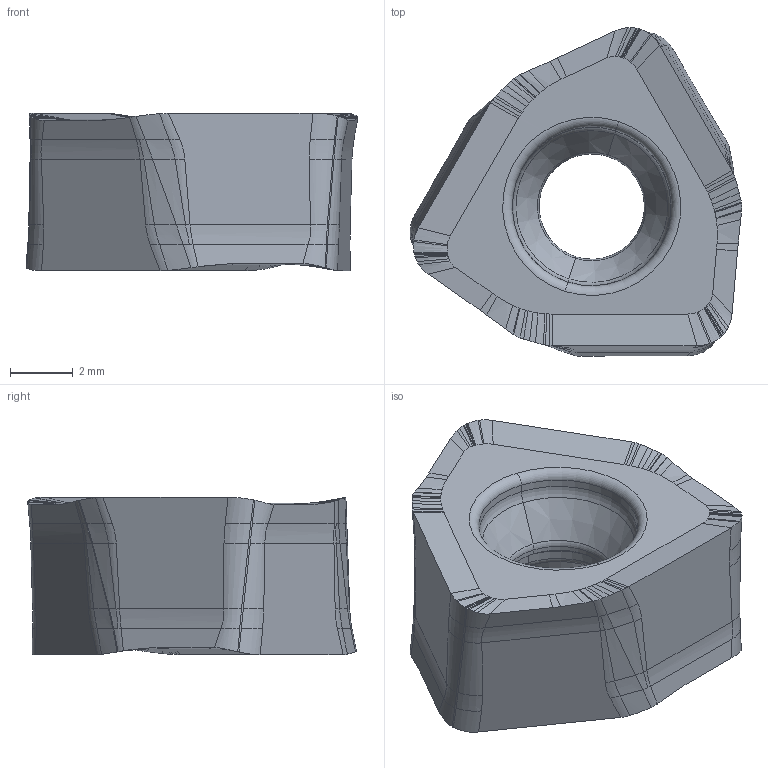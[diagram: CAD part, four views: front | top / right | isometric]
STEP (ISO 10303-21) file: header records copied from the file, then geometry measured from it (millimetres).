
FILE_DESCRIPTION((''),'2;1');
FILE_NAME('CUS_JOMU090512ZZER-R','2020-06-22T',('thagi'),(''),'CREO PARAMETRIC BY PTC INC, 2016260','CREO PARAMETRIC BY PTC INC, 2016260','');
FILE_SCHEMA(('AUTOMOTIVE_DESIGN { 1 0 10303 214 1 1 1 1 }'));
Length unit declared in the file: millimetre
Products named in the file (1): CUS_JOMU090512ZZER-R
Bounding box: 10.56 x 10.45 x 5 mm (x, y, z)
Volume: 277 mm3; surface area: 337.9 mm2
Topology: 1 solids, 1 shells, 333 faces, 931 edges, 601 vertices
Faces by surface type: bspline 268, plane 27, torus 14, cone 12, cylinder 12
Entity records: 20159 total; most frequent: CARTESIAN_POINT 10417, ORIENTED_EDGE 1696, EDGE_CURVE 848, B_SPLINE_CURVE_WITH_KNOTS 561, DIRECTION 550, VERTEX_POINT 518, FILL_AREA_STYLE_COLOUR 473, FILL_AREA_STYLE 473
